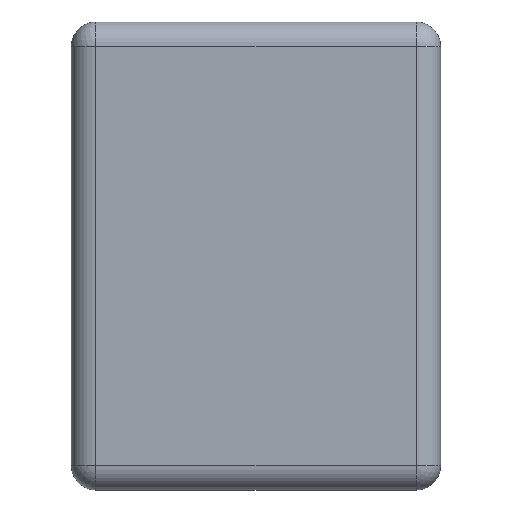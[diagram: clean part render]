
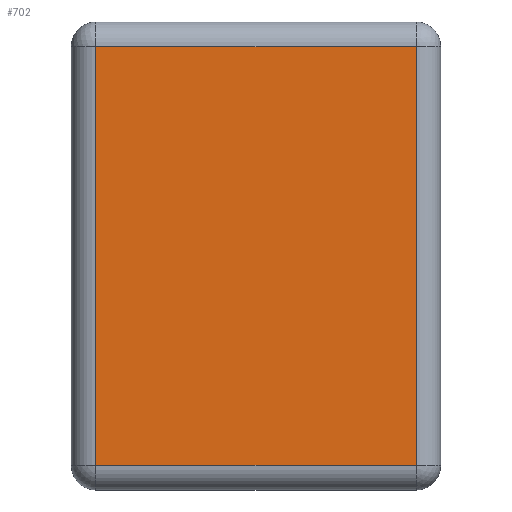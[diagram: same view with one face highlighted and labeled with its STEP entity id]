
A CAD part, front view. The second image highlights one B-rep face of the part: STEP entity #702.
In plain terms, the highlighted planar face has unit normal (0, -1, 0).
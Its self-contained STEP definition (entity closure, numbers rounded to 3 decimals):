
#32=PLANE('',#785);
#74=FACE_OUTER_BOUND('',#120,.T.);
#120=EDGE_LOOP('',(#569,#570,#571,#572));
#166=LINE('',#1190,#222);
#175=LINE('',#1235,#231);
#177=LINE('',#1238,#233);
#180=LINE('',#1243,#236);
#222=VECTOR('',#882,10.);
#231=VECTOR('',#937,10.);
#233=VECTOR('',#941,10.);
#236=VECTOR('',#948,10.);
#319=VERTEX_POINT('',#1173);
#321=VERTEX_POINT('',#1181);
#323=VERTEX_POINT('',#1193);
#329=VERTEX_POINT('',#1210);
#392=EDGE_CURVE('',#319,#321,#166,.T.);
#415=EDGE_CURVE('',#321,#329,#175,.T.);
#417=EDGE_CURVE('',#329,#323,#177,.T.);
#420=EDGE_CURVE('',#323,#319,#180,.T.);
#569=ORIENTED_EDGE('',*,*,#392,.F.);
#570=ORIENTED_EDGE('',*,*,#420,.F.);
#571=ORIENTED_EDGE('',*,*,#417,.F.);
#572=ORIENTED_EDGE('',*,*,#415,.F.);
#702=ADVANCED_FACE('',(#74),#32,.T.);
#785=AXIS2_PLACEMENT_3D('',#1338,#958,#959);
#882=DIRECTION('',(-1.,0.,0.));
#937=DIRECTION('',(0.,0.,1.));
#941=DIRECTION('',(1.,0.,0.));
#948=DIRECTION('',(0.,0.,-1.));
#958=DIRECTION('center_axis',(0.,-1.,0.));
#959=DIRECTION('ref_axis',(0.,0.,1.));
#1173=CARTESIAN_POINT('',(62.25,14.7,-67.923));
#1181=CARTESIAN_POINT('',(49.25,14.7,-67.923));
#1190=CARTESIAN_POINT('',(52.,14.7,-67.923));
#1193=CARTESIAN_POINT('',(62.25,14.7,-50.923));
#1210=CARTESIAN_POINT('',(49.25,14.7,-50.923));
#1235=CARTESIAN_POINT('',(49.25,14.7,-54.673));
#1238=CARTESIAN_POINT('',(59.5,14.7,-50.923));
#1243=CARTESIAN_POINT('',(62.25,14.7,-64.173));
#1338=CARTESIAN_POINT('Origin',(55.75,14.7,-59.423));
